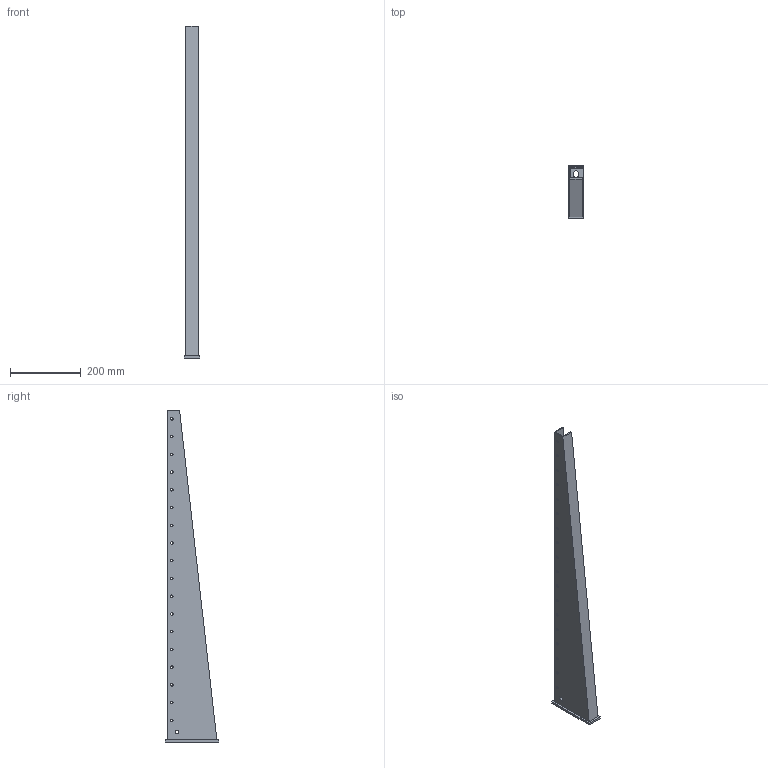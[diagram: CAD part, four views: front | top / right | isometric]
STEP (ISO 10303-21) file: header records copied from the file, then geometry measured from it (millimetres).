
FILE_DESCRIPTION (( 'STEP AP214' ), '1' );
FILE_NAME ('岓臍 192.10.00-07.STEP', '2023-06-15T11:49:19', ( '' ), ( '' ), 'SwSTEP 2.0', 'SolidWorks 2022', '' );
FILE_SCHEMA (( 'AUTOMOTIVE_DESIGN' ));
Length unit declared in the file: millimetre
Products named in the file (1): КИВА 192.10.00-07
Bounding box: 45 x 150 x 936 mm (x, y, z)
Volume: 447610.7 mm3; surface area: 298939.6 mm2
Topology: 1 solids, 1 shells, 144 faces, 423 edges, 282 vertices
Faces by surface type: cylinder 89, plane 55
Entity records: 5047 total; most frequent: DIRECTION 891, CARTESIAN_POINT 850, ORIENTED_EDGE 846, EDGE_CURVE 423, AXIS2_PLACEMENT_3D 323, VERTEX_POINT 282, VECTOR 245, LINE 245
